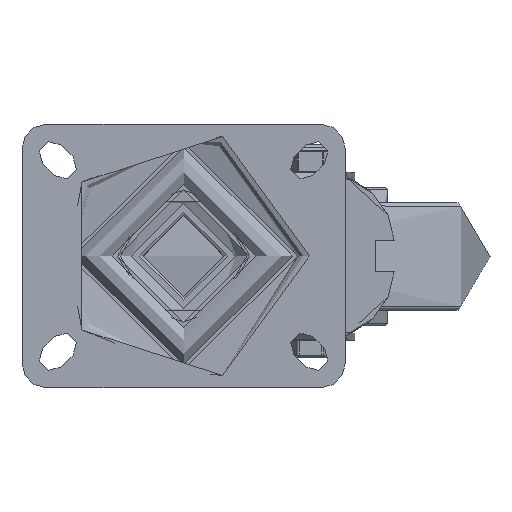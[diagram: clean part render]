
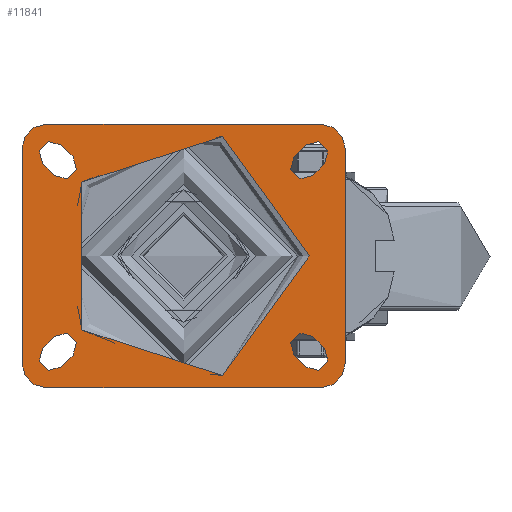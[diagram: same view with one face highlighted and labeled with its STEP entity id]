
A CAD part, top view. The second image highlights one B-rep face of the part: STEP entity #11841.
In plain terms, the highlighted planar face has unit normal (0, 0, 1).
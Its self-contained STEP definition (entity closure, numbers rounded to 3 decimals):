
#515=FACE_BOUND('',#2452,.T.);
#516=FACE_BOUND('',#2453,.T.);
#517=FACE_BOUND('',#2454,.T.);
#518=FACE_BOUND('',#2455,.T.);
#519=FACE_BOUND('',#2456,.T.);
#665=PLANE('',#12806);
#1733=FACE_OUTER_BOUND('',#2451,.T.);
#2451=EDGE_LOOP('',(#8279,#8280,#8281,#8282,#8283,#8284,#8285,#8286));
#2452=EDGE_LOOP('',(#8287));
#2453=EDGE_LOOP('',(#8288,#8289,#8290,#8291));
#2454=EDGE_LOOP('',(#8292,#8293,#8294,#8295));
#2455=EDGE_LOOP('',(#8296,#8297,#8298,#8299));
#2456=EDGE_LOOP('',(#8300,#8301,#8302,#8303));
#3301=LINE('',#19168,#4069);
#3302=LINE('',#19169,#4070);
#3303=LINE('',#19170,#4071);
#3304=LINE('',#19171,#4072);
#3305=LINE('',#19172,#4073);
#3306=LINE('',#19173,#4074);
#3307=LINE('',#19174,#4075);
#3308=LINE('',#19175,#4076);
#3309=LINE('',#19176,#4077);
#3310=LINE('',#19177,#4078);
#3311=LINE('',#19178,#4079);
#3312=LINE('',#19179,#4080);
#4069=VECTOR('',#14018,1000.);
#4070=VECTOR('',#14019,1000.);
#4071=VECTOR('',#14020,1000.);
#4072=VECTOR('',#14021,1000.);
#4073=VECTOR('',#14022,1000.);
#4074=VECTOR('',#14023,1000.);
#4075=VECTOR('',#14024,1000.);
#4076=VECTOR('',#14025,1000.);
#4077=VECTOR('',#14026,1000.);
#4078=VECTOR('',#14027,1000.);
#4079=VECTOR('',#14028,1000.);
#4080=VECTOR('',#14029,1000.);
#4808=CIRCLE('',#12718,5.5);
#4809=CIRCLE('',#12720,5.5);
#4812=CIRCLE('',#12724,5.5);
#4813=CIRCLE('',#12726,5.5);
#4816=CIRCLE('',#12730,5.5);
#4817=CIRCLE('',#12732,5.5);
#4820=CIRCLE('',#12736,5.5);
#4821=CIRCLE('',#12738,5.5);
#4827=CIRCLE('',#12747,10.);
#4829=CIRCLE('',#12750,10.);
#4831=CIRCLE('',#12753,10.);
#4833=CIRCLE('',#12756,10.);
#4837=CIRCLE('',#12761,52.494);
#5248=VERTEX_POINT('',#16746);
#5249=VERTEX_POINT('',#16748);
#5250=VERTEX_POINT('',#16752);
#5251=VERTEX_POINT('',#16753);
#5256=VERTEX_POINT('',#16764);
#5257=VERTEX_POINT('',#16766);
#5258=VERTEX_POINT('',#16770);
#5259=VERTEX_POINT('',#16771);
#5264=VERTEX_POINT('',#16782);
#5265=VERTEX_POINT('',#16784);
#5266=VERTEX_POINT('',#16788);
#5267=VERTEX_POINT('',#16789);
#5272=VERTEX_POINT('',#16800);
#5273=VERTEX_POINT('',#16802);
#5274=VERTEX_POINT('',#16806);
#5275=VERTEX_POINT('',#16807);
#5281=VERTEX_POINT('',#16825);
#5282=VERTEX_POINT('',#16826);
#5285=VERTEX_POINT('',#16834);
#5286=VERTEX_POINT('',#16835);
#5289=VERTEX_POINT('',#16843);
#5290=VERTEX_POINT('',#16844);
#5293=VERTEX_POINT('',#16852);
#5294=VERTEX_POINT('',#16853);
#5298=VERTEX_POINT('',#16863);
#6409=EDGE_CURVE('',#5249,#5248,#4808,.T.);
#6411=EDGE_CURVE('',#5250,#5251,#4809,.T.);
#6417=EDGE_CURVE('',#5257,#5256,#4812,.T.);
#6419=EDGE_CURVE('',#5258,#5259,#4813,.T.);
#6425=EDGE_CURVE('',#5265,#5264,#4816,.T.);
#6427=EDGE_CURVE('',#5266,#5267,#4817,.T.);
#6433=EDGE_CURVE('',#5273,#5272,#4820,.T.);
#6435=EDGE_CURVE('',#5274,#5275,#4821,.T.);
#6444=EDGE_CURVE('',#5281,#5282,#4827,.T.);
#6448=EDGE_CURVE('',#5285,#5286,#4829,.T.);
#6452=EDGE_CURVE('',#5289,#5290,#4831,.T.);
#6456=EDGE_CURVE('',#5293,#5294,#4833,.T.);
#6462=EDGE_CURVE('',#5298,#5298,#4837,.T.);
#6497=EDGE_CURVE('',#5290,#5293,#3301,.T.);
#6498=EDGE_CURVE('',#5286,#5289,#3302,.T.);
#6499=EDGE_CURVE('',#5282,#5285,#3303,.T.);
#6500=EDGE_CURVE('',#5294,#5281,#3304,.T.);
#6501=EDGE_CURVE('',#5272,#5274,#3305,.T.);
#6502=EDGE_CURVE('',#5275,#5273,#3306,.T.);
#6503=EDGE_CURVE('',#5264,#5266,#3307,.T.);
#6504=EDGE_CURVE('',#5267,#5265,#3308,.T.);
#6505=EDGE_CURVE('',#5256,#5258,#3309,.T.);
#6506=EDGE_CURVE('',#5259,#5257,#3310,.T.);
#6507=EDGE_CURVE('',#5248,#5250,#3311,.T.);
#6508=EDGE_CURVE('',#5251,#5249,#3312,.T.);
#8279=ORIENTED_EDGE('',*,*,#6456,.F.);
#8280=ORIENTED_EDGE('',*,*,#6497,.F.);
#8281=ORIENTED_EDGE('',*,*,#6452,.F.);
#8282=ORIENTED_EDGE('',*,*,#6498,.F.);
#8283=ORIENTED_EDGE('',*,*,#6448,.F.);
#8284=ORIENTED_EDGE('',*,*,#6499,.F.);
#8285=ORIENTED_EDGE('',*,*,#6444,.F.);
#8286=ORIENTED_EDGE('',*,*,#6500,.F.);
#8287=ORIENTED_EDGE('',*,*,#6462,.F.);
#8288=ORIENTED_EDGE('',*,*,#6501,.T.);
#8289=ORIENTED_EDGE('',*,*,#6435,.T.);
#8290=ORIENTED_EDGE('',*,*,#6502,.T.);
#8291=ORIENTED_EDGE('',*,*,#6433,.T.);
#8292=ORIENTED_EDGE('',*,*,#6503,.T.);
#8293=ORIENTED_EDGE('',*,*,#6427,.T.);
#8294=ORIENTED_EDGE('',*,*,#6504,.T.);
#8295=ORIENTED_EDGE('',*,*,#6425,.T.);
#8296=ORIENTED_EDGE('',*,*,#6505,.T.);
#8297=ORIENTED_EDGE('',*,*,#6419,.T.);
#8298=ORIENTED_EDGE('',*,*,#6506,.T.);
#8299=ORIENTED_EDGE('',*,*,#6417,.T.);
#8300=ORIENTED_EDGE('',*,*,#6507,.T.);
#8301=ORIENTED_EDGE('',*,*,#6411,.T.);
#8302=ORIENTED_EDGE('',*,*,#6508,.T.);
#8303=ORIENTED_EDGE('',*,*,#6409,.T.);
#11841=ADVANCED_FACE('',(#1733,#515,#516,#517,#518,#519),#665,.T.);
#12718=AXIS2_PLACEMENT_3D('',#16749,#13811,#13812);
#12720=AXIS2_PLACEMENT_3D('',#16754,#13816,#13817);
#12724=AXIS2_PLACEMENT_3D('',#16767,#13827,#13828);
#12726=AXIS2_PLACEMENT_3D('',#16772,#13832,#13833);
#12730=AXIS2_PLACEMENT_3D('',#16785,#13843,#13844);
#12732=AXIS2_PLACEMENT_3D('',#16790,#13848,#13849);
#12736=AXIS2_PLACEMENT_3D('',#16803,#13859,#13860);
#12738=AXIS2_PLACEMENT_3D('',#16808,#13864,#13865);
#12747=AXIS2_PLACEMENT_3D('',#16827,#13885,#13886);
#12750=AXIS2_PLACEMENT_3D('',#16836,#13893,#13894);
#12753=AXIS2_PLACEMENT_3D('',#16845,#13901,#13902);
#12756=AXIS2_PLACEMENT_3D('',#16854,#13909,#13910);
#12761=AXIS2_PLACEMENT_3D('',#16865,#13921,#13922);
#12806=AXIS2_PLACEMENT_3D('',#19167,#14016,#14017);
#13811=DIRECTION('center_axis',(0.,0.,-1.));
#13812=DIRECTION('ref_axis',(-1.,0.,0.));
#13816=DIRECTION('center_axis',(0.,0.,-1.));
#13817=DIRECTION('ref_axis',(-1.,0.,0.));
#13827=DIRECTION('center_axis',(0.,0.,-1.));
#13828=DIRECTION('ref_axis',(-1.,0.,0.));
#13832=DIRECTION('center_axis',(0.,0.,-1.));
#13833=DIRECTION('ref_axis',(-1.,0.,0.));
#13843=DIRECTION('center_axis',(0.,0.,-1.));
#13844=DIRECTION('ref_axis',(1.,0.,0.));
#13848=DIRECTION('center_axis',(0.,0.,-1.));
#13849=DIRECTION('ref_axis',(1.,0.,0.));
#13859=DIRECTION('center_axis',(0.,0.,-1.));
#13860=DIRECTION('ref_axis',(1.,0.,0.));
#13864=DIRECTION('center_axis',(0.,0.,-1.));
#13865=DIRECTION('ref_axis',(1.,0.,0.));
#13885=DIRECTION('center_axis',(0.,0.,-1.));
#13886=DIRECTION('ref_axis',(-0.707,0.707,0.));
#13893=DIRECTION('center_axis',(0.,0.,-1.));
#13894=DIRECTION('ref_axis',(0.707,0.707,0.));
#13901=DIRECTION('center_axis',(0.,0.,-1.));
#13902=DIRECTION('ref_axis',(0.707,-0.707,0.));
#13909=DIRECTION('center_axis',(0.,0.,-1.));
#13910=DIRECTION('ref_axis',(-0.707,-0.707,0.));
#13921=DIRECTION('center_axis',(0.,0.,1.));
#13922=DIRECTION('ref_axis',(-1.,0.,0.));
#14016=DIRECTION('center_axis',(0.,0.,1.));
#14017=DIRECTION('ref_axis',(1.,0.,0.));
#14018=DIRECTION('',(-1.,0.,0.));
#14019=DIRECTION('',(0.,-1.,0.));
#14020=DIRECTION('',(1.,0.,0.));
#14021=DIRECTION('',(0.,1.,0.));
#14022=DIRECTION('',(0.707,-0.707,0.));
#14023=DIRECTION('',(-0.707,0.707,0.));
#14024=DIRECTION('',(0.707,0.707,0.));
#14025=DIRECTION('',(-0.707,-0.707,0.));
#14026=DIRECTION('',(-0.707,-0.707,0.));
#14027=DIRECTION('',(0.707,0.707,0.));
#14028=DIRECTION('',(-0.707,0.707,0.));
#14029=DIRECTION('',(0.707,-0.707,0.));
#16746=CARTESIAN_POINT('',(51.086,-46.364,0.));
#16748=CARTESIAN_POINT('',(58.864,-38.586,0.));
#16749=CARTESIAN_POINT('Origin',(54.975,-42.475,0.));
#16752=CARTESIAN_POINT('',(46.136,-41.414,0.));
#16753=CARTESIAN_POINT('',(53.914,-33.636,0.));
#16754=CARTESIAN_POINT('Origin',(50.025,-37.525,0.));
#16764=CARTESIAN_POINT('',(58.864,38.586,0.));
#16766=CARTESIAN_POINT('',(51.086,46.364,0.));
#16767=CARTESIAN_POINT('Origin',(54.975,42.475,0.));
#16770=CARTESIAN_POINT('',(53.914,33.636,0.));
#16771=CARTESIAN_POINT('',(46.136,41.414,0.));
#16772=CARTESIAN_POINT('Origin',(50.025,37.525,0.));
#16782=CARTESIAN_POINT('',(-58.864,-38.586,0.));
#16784=CARTESIAN_POINT('',(-51.086,-46.364,0.));
#16785=CARTESIAN_POINT('Origin',(-54.975,-42.475,0.));
#16788=CARTESIAN_POINT('',(-53.914,-33.636,0.));
#16789=CARTESIAN_POINT('',(-46.136,-41.414,0.));
#16790=CARTESIAN_POINT('Origin',(-50.025,-37.525,0.));
#16800=CARTESIAN_POINT('',(-51.086,46.364,0.));
#16802=CARTESIAN_POINT('',(-58.864,38.586,0.));
#16803=CARTESIAN_POINT('Origin',(-54.975,42.475,0.));
#16806=CARTESIAN_POINT('',(-46.136,41.414,0.));
#16807=CARTESIAN_POINT('',(-53.914,33.636,0.));
#16808=CARTESIAN_POINT('Origin',(-50.025,37.525,0.));
#16825=CARTESIAN_POINT('',(-67.5,45.,0.));
#16826=CARTESIAN_POINT('',(-57.5,55.,0.));
#16827=CARTESIAN_POINT('Origin',(-57.5,45.,0.));
#16834=CARTESIAN_POINT('',(57.5,55.,0.));
#16835=CARTESIAN_POINT('',(67.5,45.,0.));
#16836=CARTESIAN_POINT('Origin',(57.5,45.,0.));
#16843=CARTESIAN_POINT('',(67.5,-45.,0.));
#16844=CARTESIAN_POINT('',(57.5,-55.,0.));
#16845=CARTESIAN_POINT('Origin',(57.5,-45.,0.));
#16852=CARTESIAN_POINT('',(-57.5,-55.,0.));
#16853=CARTESIAN_POINT('',(-67.5,-45.,0.));
#16854=CARTESIAN_POINT('Origin',(-57.5,-45.,0.));
#16863=CARTESIAN_POINT('',(52.494,0.,0.));
#16865=CARTESIAN_POINT('Origin',(0.,0.,0.));
#19167=CARTESIAN_POINT('Origin',(0.,0.,0.));
#19168=CARTESIAN_POINT('',(67.5,-55.,0.));
#19169=CARTESIAN_POINT('',(67.5,55.,0.));
#19170=CARTESIAN_POINT('',(-67.5,55.,0.));
#19171=CARTESIAN_POINT('',(-67.5,-55.,0.));
#19172=CARTESIAN_POINT('',(-51.086,46.364,0.));
#19173=CARTESIAN_POINT('',(-58.864,38.586,0.));
#19174=CARTESIAN_POINT('',(-58.864,-38.586,0.));
#19175=CARTESIAN_POINT('',(-51.086,-46.364,0.));
#19176=CARTESIAN_POINT('',(58.864,38.586,0.));
#19177=CARTESIAN_POINT('',(51.086,46.364,0.));
#19178=CARTESIAN_POINT('',(51.086,-46.364,0.));
#19179=CARTESIAN_POINT('',(58.864,-38.586,0.));
